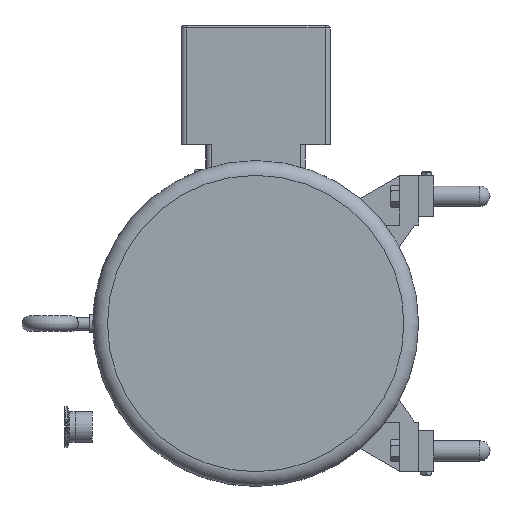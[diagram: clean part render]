
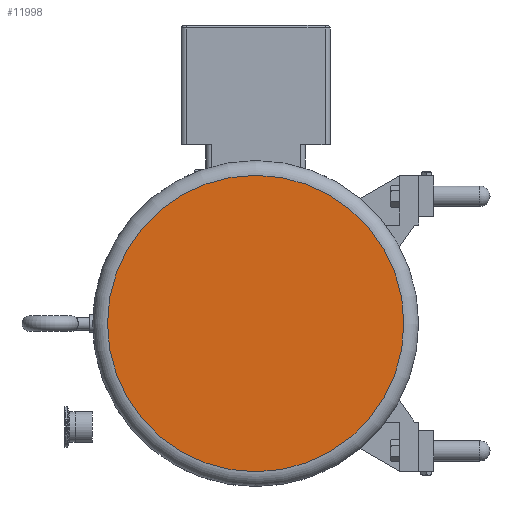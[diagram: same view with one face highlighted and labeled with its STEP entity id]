
A CAD part, left-side view. The second image highlights one B-rep face of the part: STEP entity #11998.
In plain terms, the highlighted planar face has unit normal (-1, 0, 0).
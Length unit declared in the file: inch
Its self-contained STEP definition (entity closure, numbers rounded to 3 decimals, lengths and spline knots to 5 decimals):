
#3323=FACE_OUTER_BOUND('',#4013,.T.);
#4013=EDGE_LOOP('',(#10036,#10037));
#4625=CIRCLE('',#13041,7.274);
#4626=CIRCLE('',#13042,7.274);
#5682=VERTEX_POINT('',#21980);
#5683=VERTEX_POINT('',#21982);
#7257=EDGE_CURVE('',#5682,#5683,#4625,.T.);
#7258=EDGE_CURVE('',#5683,#5682,#4626,.T.);
#10036=ORIENTED_EDGE('',*,*,#7258,.F.);
#10037=ORIENTED_EDGE('',*,*,#7257,.F.);
#11419=PLANE('',#13044);
#11998=ADVANCED_FACE('',(#3323),#11419,.T.);
#13041=AXIS2_PLACEMENT_3D('',#21983,#15560,#15561);
#13042=AXIS2_PLACEMENT_3D('',#21984,#15562,#15563);
#13044=AXIS2_PLACEMENT_3D('',#21986,#15566,#15567);
#15560=DIRECTION('center_axis',(1.,0.,0.));
#15561=DIRECTION('ref_axis',(0.,0.,
1.));
#15562=DIRECTION('center_axis',(1.,0.,0.));
#15563=DIRECTION('ref_axis',(0.,0.,
1.));
#15566=DIRECTION('center_axis',(-1.,0.,0.));
#15567=DIRECTION('ref_axis',(0.,1.,0.));
#21980=CARTESIAN_POINT('',(-31.723,7.274,0.));
#21982=CARTESIAN_POINT('',(-31.723,0.,-7.274));
#21983=CARTESIAN_POINT('Origin',(-31.723,0.,0.));
#21984=CARTESIAN_POINT('Origin',(-31.723,0.,0.));
#21986=CARTESIAN_POINT('Origin',(-31.723,0.,-8.));
